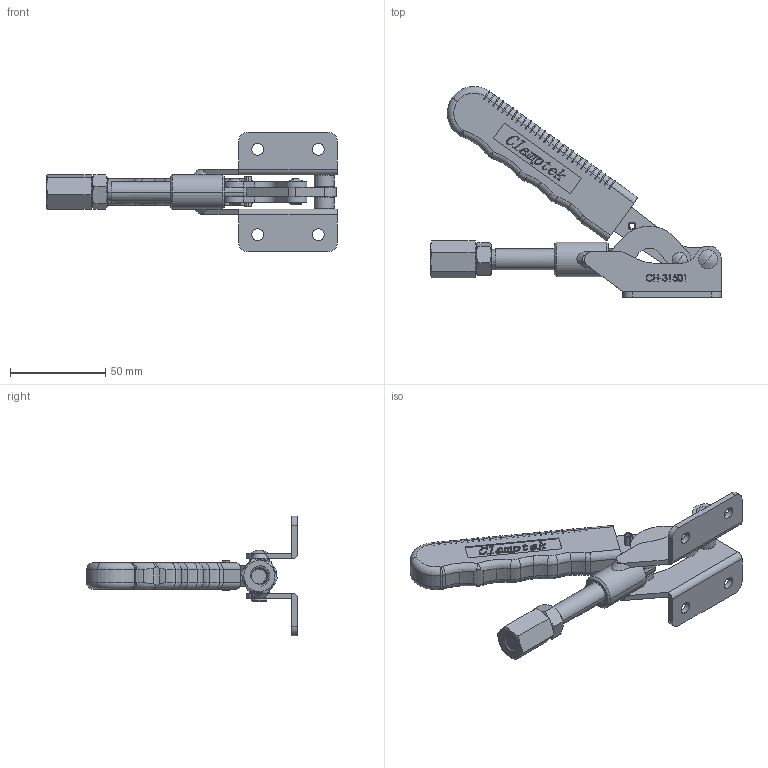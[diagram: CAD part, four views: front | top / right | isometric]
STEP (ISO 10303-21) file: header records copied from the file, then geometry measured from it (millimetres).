
FILE_DESCRIPTION (( 'STEP AP203' ), '1' );
FILE_NAME ('CH-31501.STEP', '2011-12-15T08:34:12', ( '微软用户' ), ( '微软中国' ), 'SwSTEP 2.0', 'SolidWorks 2010', '' );
FILE_SCHEMA (( 'CONFIG_CONTROL_DESIGN' ));
Products named in the file (12): CH-31501-06; CH-30501-10; CH-31501-02 CREST STALK; CH-31501-09; CH-31501; CH-31501-01 BASE_默认<按加工>; CH-31501-04 CONNECTING-PLATE; CH-31501-03 HANDLE; CH-31501-07; CH-31501-08; M10 Nut; 31501-11
Assembly tree (14 placements, depth 2):
  CH-31501
    CH-31501-02 CREST STALK
    CH-31501-06
    CH-31501-01 BASE_默认<按加工>
    CH-31501-07  x2
    CH-31501-04 CONNECTING-PLATE  x2
    CH-30501-10
    CH-31501-09  x2
    M10 Nut
    31501-11
    CH-31501-03 HANDLE
    CH-31501-08
Bounding box: 152.99 x 110.9 x 63 mm (x, y, z)
Volume: 79961.2 mm3; surface area: 44391.9 mm2
Topology: 18 solids, 18 shells, 1450 faces, 3801 edges, 2426 vertices
Faces by surface type: plane 555, cylinder 406, bspline 342, torus 98, cone 43, sphere 6
Entity records: 74501 total; most frequent: CARTESIAN_POINT 40928, ORIENTED_EDGE 7368, DIRECTION 5648, EDGE_CURVE 3684, VERTEX_POINT 2362, VECTOR 2046, LINE 2046, AXIS2_PLACEMENT_3D 1801
